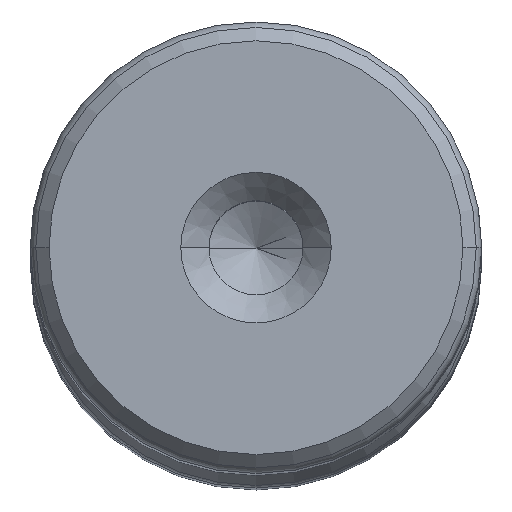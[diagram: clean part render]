
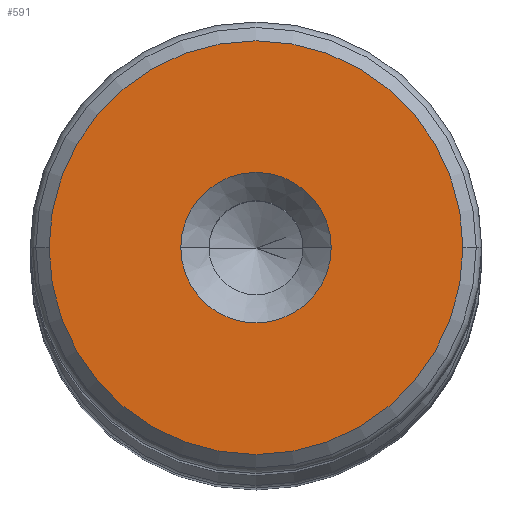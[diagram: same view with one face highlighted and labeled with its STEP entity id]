
A CAD part, top view. The second image highlights one B-rep face of the part: STEP entity #591.
In plain terms, the highlighted planar face has unit normal (0, 0, 1).
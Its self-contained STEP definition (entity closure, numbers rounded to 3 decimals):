
#33 = CARTESIAN_POINT ( 'NONE',  ( 11., 0., 253.5 ) ) ;
#122 = VERTEX_POINT ( 'NONE', #155 ) ;
#155 = CARTESIAN_POINT ( 'NONE',  ( -4., 0., 253.5 ) ) ;
#161 = FACE_BOUND ( 'NONE', #1849, .T. ) ;
#271 = AXIS2_PLACEMENT_3D ( 'NONE', #812, #2035, #976 ) ;
#332 = AXIS2_PLACEMENT_3D ( 'NONE', #2142, #1646, #371 ) ;
#339 = VERTEX_POINT ( 'NONE', #33 ) ;
#371 = DIRECTION ( 'NONE',  ( 1., 0., 0. ) ) ;
#380 = FACE_OUTER_BOUND ( 'NONE', #1453, .T. ) ;
#400 = AXIS2_PLACEMENT_3D ( 'NONE', #1780, #1016, #1039 ) ;
#473 = CARTESIAN_POINT ( 'NONE',  ( 0., 0., 253.5 ) ) ;
#487 = DIRECTION ( 'NONE',  ( 1., 0., 0. ) ) ;
#536 = PLANE ( 'NONE',  #872 ) ;
#545 = CARTESIAN_POINT ( 'NONE',  ( 4., 0., 253.5 ) ) ;
#591 = ADVANCED_FACE ( 'NONE', ( #161, #380 ), #536, .T. ) ;
#606 = DIRECTION ( 'NONE',  ( 0., 0., 1. ) ) ;
#622 = CIRCLE ( 'NONE', #400, 4. ) ;
#647 = ORIENTED_EDGE ( 'NONE', *, *, #2178, .T. ) ;
#668 = CIRCLE ( 'NONE', #1264, 11. ) ;
#741 = ORIENTED_EDGE ( 'NONE', *, *, #1041, .F. ) ;
#812 = CARTESIAN_POINT ( 'NONE',  ( 0., 0., 253.5 ) ) ;
#855 = ORIENTED_EDGE ( 'NONE', *, *, #1195, .T. ) ;
#872 = AXIS2_PLACEMENT_3D ( 'NONE', #473, #606, #1159 ) ;
#956 = VERTEX_POINT ( 'NONE', #545 ) ;
#967 = CARTESIAN_POINT ( 'NONE',  ( -11., 0., 253.5 ) ) ;
#976 = DIRECTION ( 'NONE',  ( 1., 0., 0. ) ) ;
#1002 = CIRCLE ( 'NONE', #332, 11. ) ;
#1016 = DIRECTION ( 'NONE',  ( 0., 0., 1. ) ) ;
#1039 = DIRECTION ( 'NONE',  ( 1., 0., 0. ) ) ;
#1041 = EDGE_CURVE ( 'NONE', #122, #956, #1462, .T. ) ;
#1159 = DIRECTION ( 'NONE',  ( 1., 0., 0. ) ) ;
#1195 = EDGE_CURVE ( 'NONE', #339, #1373, #1002, .T. ) ;
#1264 = AXIS2_PLACEMENT_3D ( 'NONE', #1540, #1611, #487 ) ;
#1373 = VERTEX_POINT ( 'NONE', #967 ) ;
#1453 = EDGE_LOOP ( 'NONE', ( #647, #855 ) ) ;
#1462 = CIRCLE ( 'NONE', #271, 4. ) ;
#1540 = CARTESIAN_POINT ( 'NONE',  ( 0., 0., 253.5 ) ) ;
#1611 = DIRECTION ( 'NONE',  ( 0., 0., 1. ) ) ;
#1646 = DIRECTION ( 'NONE',  ( 0., 0., 1. ) ) ;
#1670 = ORIENTED_EDGE ( 'NONE', *, *, #1867, .F. ) ;
#1780 = CARTESIAN_POINT ( 'NONE',  ( 0., 0., 253.5 ) ) ;
#1849 = EDGE_LOOP ( 'NONE', ( #1670, #741 ) ) ;
#1867 = EDGE_CURVE ( 'NONE', #956, #122, #622, .T. ) ;
#2035 = DIRECTION ( 'NONE',  ( 0., 0., 1. ) ) ;
#2142 = CARTESIAN_POINT ( 'NONE',  ( 0., 0., 253.5 ) ) ;
#2178 = EDGE_CURVE ( 'NONE', #1373, #339, #668, .T. ) ;
